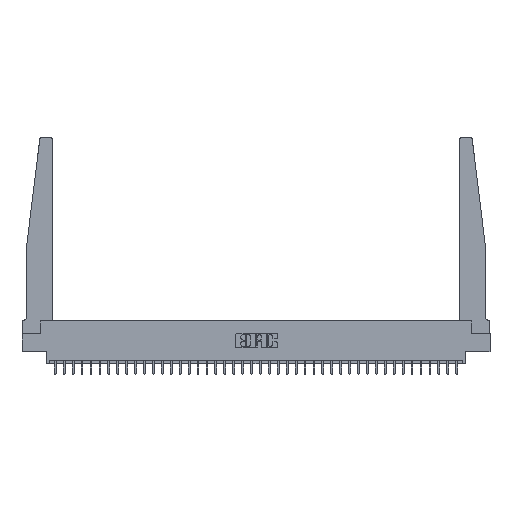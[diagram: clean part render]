
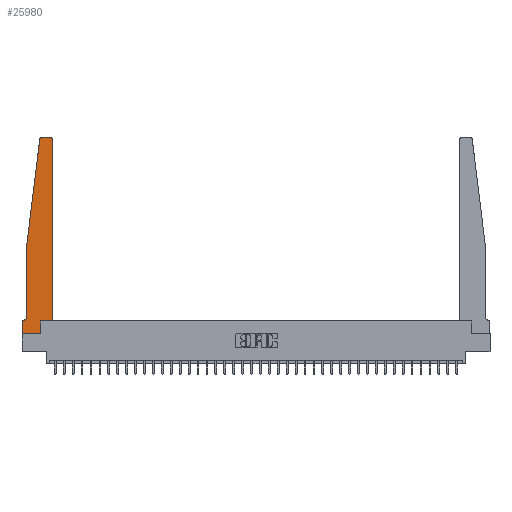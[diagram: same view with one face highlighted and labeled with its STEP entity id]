
A CAD part, top view. The second image highlights one B-rep face of the part: STEP entity #25980.
In plain terms, the highlighted planar face has unit normal (0, 0, 1).
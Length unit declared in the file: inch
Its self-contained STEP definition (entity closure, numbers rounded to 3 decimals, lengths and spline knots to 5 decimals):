
#90 = CARTESIAN_POINT ( 'NONE',  ( 0., 0., 0.37 ) ) ;
#175 = CARTESIAN_POINT ( 'NONE',  ( 0., 0.1875, 0.37 ) ) ;
#401 = CARTESIAN_POINT ( 'NONE',  ( 0.2605, 0., 0.37 ) ) ;
#837 = ORIENTED_EDGE ( 'NONE', *, *, #32925, .T. ) ;
#1104 = VECTOR ( 'NONE', #23623, 39.37008 ) ;
#1900 = VERTEX_POINT ( 'NONE', #3727 ) ;
#2099 = DIRECTION ( 'NONE',  ( 0., 0., 1. ) ) ;
#3117 = LINE ( 'NONE', #16519, #12418 ) ;
#3291 = VERTEX_POINT ( 'NONE', #18202 ) ;
#3371 = ORIENTED_EDGE ( 'NONE', *, *, #21112, .T. ) ;
#3490 = CARTESIAN_POINT ( 'NONE',  ( 0.425, 0.18, 0.37 ) ) ;
#3645 = EDGE_CURVE ( 'NONE', #27786, #11142, #32088, .T. ) ;
#3727 = CARTESIAN_POINT ( 'NONE',  ( 0.425, 0.18, 0.37 ) ) ;
#4151 = EDGE_CURVE ( 'NONE', #11142, #7047, #19655, .T. ) ;
#5171 = LINE ( 'NONE', #8143, #31836 ) ;
#5303 = DIRECTION ( 'NONE',  ( 1., 0., 0. ) ) ;
#5563 = LINE ( 'NONE', #90, #15862 ) ;
#5581 = ORIENTED_EDGE ( 'NONE', *, *, #5607, .T. ) ;
#5607 = EDGE_CURVE ( 'NONE', #1900, #13592, #27656, .T. ) ;
#5648 = DIRECTION ( 'NONE',  ( 0., 0., 1. ) ) ;
#5703 = EDGE_CURVE ( 'NONE', #30460, #1900, #20415, .T. ) ;
#6786 = EDGE_CURVE ( 'NONE', #13592, #27786, #25572, .T. ) ;
#7047 = VERTEX_POINT ( 'NONE', #20229 ) ;
#7270 = DIRECTION ( 'NONE',  ( 0., 1., 0. ) ) ;
#7832 = ORIENTED_EDGE ( 'NONE', *, *, #16003, .T. ) ;
#8143 = CARTESIAN_POINT ( 'NONE',  ( 0., 0., 0.37 ) ) ;
#8603 = DIRECTION ( 'NONE',  ( 0., 1., 0. ) ) ;
#10948 = PLANE ( 'NONE',  #19212 ) ;
#11142 = VERTEX_POINT ( 'NONE', #14192 ) ;
#11542 = ORIENTED_EDGE ( 'NONE', *, *, #12534, .T. ) ;
#12229 = DIRECTION ( 'NONE',  ( -1., 0., 0. ) ) ;
#12364 = DIRECTION ( 'NONE',  ( 0., -1., 0. ) ) ;
#12394 = CIRCLE ( 'NONE', #26448, 0.05 ) ;
#12418 = VECTOR ( 'NONE', #14052, 39.37008 ) ;
#12528 = ORIENTED_EDGE ( 'NONE', *, *, #3645, .T. ) ;
#12534 = EDGE_CURVE ( 'NONE', #28518, #30460, #20672, .T. ) ;
#13205 = DIRECTION ( 'NONE',  ( 1., 0., 0. ) ) ;
#13592 = VERTEX_POINT ( 'NONE', #25486 ) ;
#14052 = DIRECTION ( 'NONE',  ( -1., 0., 0. ) ) ;
#14192 = CARTESIAN_POINT ( 'NONE',  ( 0.27653, 2.75, 0.37 ) ) ;
#14309 = AXIS2_PLACEMENT_3D ( 'NONE', #24491, #22182, #30492 ) ;
#14724 = ORIENTED_EDGE ( 'NONE', *, *, #6786, .T. ) ;
#15344 = EDGE_CURVE ( 'NONE', #33980, #3291, #12394, .T. ) ;
#15862 = VECTOR ( 'NONE', #18618, 39.37008 ) ;
#15966 = VERTEX_POINT ( 'NONE', #15996 ) ;
#15996 = CARTESIAN_POINT ( 'NONE',  ( 0., 0., 0.37 ) ) ;
#16003 = EDGE_CURVE ( 'NONE', #3291, #33571, #3117, .T. ) ;
#16178 = CARTESIAN_POINT ( 'NONE',  ( 0.065, 1.25, 0.37 ) ) ;
#16519 = CARTESIAN_POINT ( 'NONE',  ( 0.065, 0.1875, 0.37 ) ) ;
#18202 = CARTESIAN_POINT ( 'NONE',  ( 0.015, 0.1875, 0.37 ) ) ;
#18213 = VECTOR ( 'NONE', #8603, 39.37008 ) ;
#18618 = DIRECTION ( 'NONE',  ( 0., -1., 0. ) ) ;
#19025 = CARTESIAN_POINT ( 'NONE',  ( 0.065, 0.2375, 0.37 ) ) ;
#19212 = AXIS2_PLACEMENT_3D ( 'NONE', #175, #5648, #5303 ) ;
#19655 = CIRCLE ( 'NONE', #29820, 0.03 ) ;
#20229 = CARTESIAN_POINT ( 'NONE',  ( 0.24675, 2.72367, 0.37 ) ) ;
#20415 = LINE ( 'NONE', #25168, #23278 ) ;
#20672 = LINE ( 'NONE', #31455, #31953 ) ;
#21112 = EDGE_CURVE ( 'NONE', #7047, #26381, #29385, .T. ) ;
#21202 = DIRECTION ( 'NONE',  ( 1., 0., 0. ) ) ;
#22182 = DIRECTION ( 'NONE',  ( 0., 0., 1. ) ) ;
#22702 = CARTESIAN_POINT ( 'NONE',  ( 0.395, 2.75, 0.37 ) ) ;
#22918 = VECTOR ( 'NONE', #32357, 39.37008 ) ;
#23271 = CARTESIAN_POINT ( 'NONE',  ( 0.27653, 2.72, 0.37 ) ) ;
#23278 = VECTOR ( 'NONE', #33827, 39.37008 ) ;
#23623 = DIRECTION ( 'NONE',  ( -1., 0., 0. ) ) ;
#24347 = FACE_OUTER_BOUND ( 'NONE', #33880, .T. ) ;
#24491 = CARTESIAN_POINT ( 'NONE',  ( 0.395, 2.72, 0.37 ) ) ;
#25168 = CARTESIAN_POINT ( 'NONE',  ( 0.425, 0.18, 0.37 ) ) ;
#25313 = ORIENTED_EDGE ( 'NONE', *, *, #26794, .T. ) ;
#25486 = CARTESIAN_POINT ( 'NONE',  ( 0.425, 2.72, 0.37 ) ) ;
#25572 = CIRCLE ( 'NONE', #14309, 0.03 ) ;
#25618 = DIRECTION ( 'NONE',  ( 0., 0., -1. ) ) ;
#25924 = CARTESIAN_POINT ( 'NONE',  ( 0.065, 1.25, 0.37 ) ) ;
#25980 = ADVANCED_FACE ( 'NONE', ( #24347 ), #10948, .T. ) ;
#26260 = CARTESIAN_POINT ( 'NONE',  ( 0.25, 2.75, 0.37 ) ) ;
#26381 = VERTEX_POINT ( 'NONE', #16178 ) ;
#26448 = AXIS2_PLACEMENT_3D ( 'NONE', #33050, #25618, #12229 ) ;
#26642 = VECTOR ( 'NONE', #12364, 39.37008 ) ;
#26794 = EDGE_CURVE ( 'NONE', #33571, #15966, #5563, .T. ) ;
#27656 = LINE ( 'NONE', #3490, #18213 ) ;
#27786 = VERTEX_POINT ( 'NONE', #22702 ) ;
#28366 = ORIENTED_EDGE ( 'NONE', *, *, #15344, .T. ) ;
#28518 = VERTEX_POINT ( 'NONE', #401 ) ;
#29385 = LINE ( 'NONE', #31848, #22918 ) ;
#29466 = ORIENTED_EDGE ( 'NONE', *, *, #5703, .T. ) ;
#29820 = AXIS2_PLACEMENT_3D ( 'NONE', #23271, #2099, #13205 ) ;
#29990 = EDGE_CURVE ( 'NONE', #26381, #33980, #33363, .T. ) ;
#30460 = VERTEX_POINT ( 'NONE', #33844 ) ;
#30492 = DIRECTION ( 'NONE',  ( 1., 0., 0. ) ) ;
#31455 = CARTESIAN_POINT ( 'NONE',  ( 0.2605, 0.18, 0.37 ) ) ;
#31836 = VECTOR ( 'NONE', #21202, 39.37008 ) ;
#31848 = CARTESIAN_POINT ( 'NONE',  ( 0.065, 1.25, 0.37 ) ) ;
#31953 = VECTOR ( 'NONE', #7270, 39.37008 ) ;
#32088 = LINE ( 'NONE', #26260, #1104 ) ;
#32357 = DIRECTION ( 'NONE',  ( -0.122, -0.992, 0. ) ) ;
#32511 = CARTESIAN_POINT ( 'NONE',  ( 0., 0.1875, 0.37 ) ) ;
#32925 = EDGE_CURVE ( 'NONE', #15966, #28518, #5171, .T. ) ;
#33050 = CARTESIAN_POINT ( 'NONE',  ( 0.015, 0.2375, 0.37 ) ) ;
#33363 = LINE ( 'NONE', #25924, #26642 ) ;
#33571 = VERTEX_POINT ( 'NONE', #32511 ) ;
#33827 = DIRECTION ( 'NONE',  ( 1., 0., 0. ) ) ;
#33844 = CARTESIAN_POINT ( 'NONE',  ( 0.2605, 0.18, 0.37 ) ) ;
#33880 = EDGE_LOOP ( 'NONE', ( #12528, #33926, #3371, #34272, #28366, #7832, #25313, #837, #11542, #29466, #5581, #14724 ) ) ;
#33926 = ORIENTED_EDGE ( 'NONE', *, *, #4151, .T. ) ;
#33980 = VERTEX_POINT ( 'NONE', #19025 ) ;
#34272 = ORIENTED_EDGE ( 'NONE', *, *, #29990, .T. ) ;
